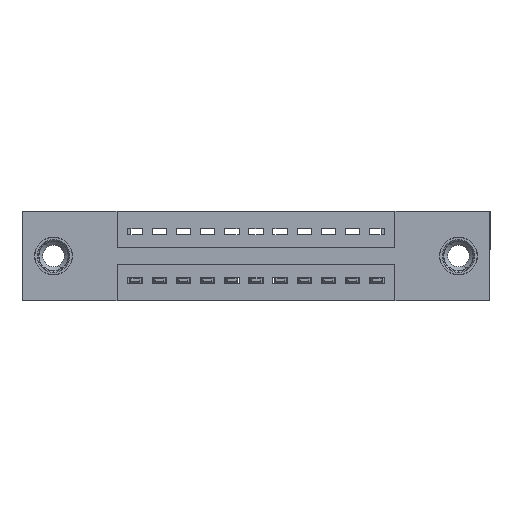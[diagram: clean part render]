
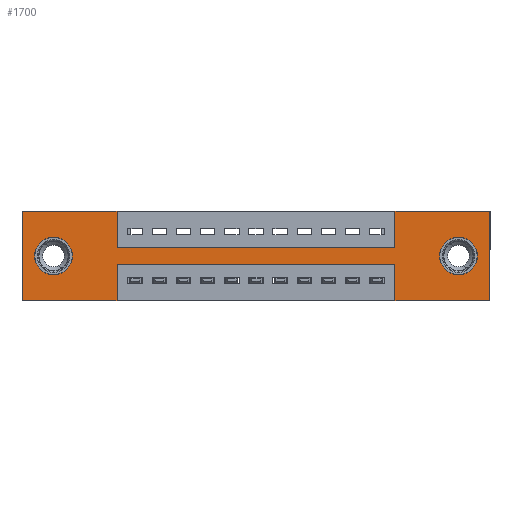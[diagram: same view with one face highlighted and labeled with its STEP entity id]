
A CAD part, front view. The second image highlights one B-rep face of the part: STEP entity #1700.
In plain terms, the highlighted planar face has unit normal (0, -1, 0).
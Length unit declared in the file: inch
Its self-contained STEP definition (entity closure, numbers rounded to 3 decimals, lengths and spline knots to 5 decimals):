
#60 = VERTEX_POINT ( 'NONE', #12300 ) ;
#84 = VERTEX_POINT ( 'NONE', #6364 ) ;
#145 = DIRECTION ( 'NONE',  ( -1., 0., 0. ) ) ;
#159 = CARTESIAN_POINT ( 'NONE',  ( 0.3925, 0., -0.37 ) ) ;
#440 = CARTESIAN_POINT ( 'NONE',  ( 0., 0., 0. ) ) ;
#453 = CARTESIAN_POINT ( 'NONE',  ( 0.13, 0., -0.107 ) ) ;
#738 = LINE ( 'NONE', #15167, #3196 ) ;
#936 = VECTOR ( 'NONE', #145, 39.37008 ) ;
#1007 = CARTESIAN_POINT ( 'NONE',  ( 1.805, 0., -0.263 ) ) ;
#1029 = CARTESIAN_POINT ( 'NONE',  ( 1.5425, 0., -0.37 ) ) ;
#1210 = AXIS2_PLACEMENT_3D ( 'NONE', #5148, #7715, #7602 ) ;
#1284 = EDGE_CURVE ( 'NONE', #15099, #13353, #12133, .T. ) ;
#1288 = DIRECTION ( 'NONE',  ( -1., 0., 0. ) ) ;
#1293 = CARTESIAN_POINT ( 'NONE',  ( 1.5425, 0., -0.37 ) ) ;
#1331 = VECTOR ( 'NONE', #3245, 39.37008 ) ;
#1394 = EDGE_CURVE ( 'NONE', #60, #13355, #8466, .T. ) ;
#1493 = EDGE_CURVE ( 'NONE', #11669, #5754, #2441, .T. ) ;
#1611 = VERTEX_POINT ( 'NONE', #1007 ) ;
#1700 = ADVANCED_FACE ( 'NONE', ( #11514, #10697, #13139 ), #11818, .T. ) ;
#1937 = CARTESIAN_POINT ( 'NONE',  ( 0., 0., 0. ) ) ;
#1961 = DIRECTION ( 'NONE',  ( 0., 0., -1. ) ) ;
#2258 = EDGE_CURVE ( 'NONE', #84, #1611, #6501, .T. ) ;
#2273 = VERTEX_POINT ( 'NONE', #3776 ) ;
#2278 = EDGE_CURVE ( 'NONE', #6510, #5994, #13102, .T. ) ;
#2441 = LINE ( 'NONE', #4786, #12542 ) ;
#2566 = LINE ( 'NONE', #14469, #936 ) ;
#3191 = CIRCLE ( 'NONE', #3740, 0.078 ) ;
#3196 = VECTOR ( 'NONE', #5717, 39.37008 ) ;
#3241 = CARTESIAN_POINT ( 'NONE',  ( 0., 0., 0. ) ) ;
#3245 = DIRECTION ( 'NONE',  ( 1., 0., 0. ) ) ;
#3369 = ORIENTED_EDGE ( 'NONE', *, *, #4638, .F. ) ;
#3416 = ORIENTED_EDGE ( 'NONE', *, *, #1493, .F. ) ;
#3669 = EDGE_CURVE ( 'NONE', #5994, #6510, #3191, .T. ) ;
#3740 = AXIS2_PLACEMENT_3D ( 'NONE', #9079, #5185, #14245 ) ;
#3776 = CARTESIAN_POINT ( 'NONE',  ( 0.3925, 0., -0.22 ) ) ;
#3960 = CARTESIAN_POINT ( 'NONE',  ( 0.3925, 0., -0.37 ) ) ;
#4123 = ORIENTED_EDGE ( 'NONE', *, *, #17045, .F. ) ;
#4202 = CARTESIAN_POINT ( 'NONE',  ( 0.3925, 0., 0. ) ) ;
#4580 = LINE ( 'NONE', #9100, #5825 ) ;
#4613 = AXIS2_PLACEMENT_3D ( 'NONE', #13854, #9856, #1961 ) ;
#4619 = DIRECTION ( 'NONE',  ( 0., 0., -1. ) ) ;
#4638 = EDGE_CURVE ( 'NONE', #8156, #15041, #738, .T. ) ;
#4786 = CARTESIAN_POINT ( 'NONE',  ( 0.3925, 0., -0.15 ) ) ;
#4990 = ORIENTED_EDGE ( 'NONE', *, *, #10898, .T. ) ;
#5148 = CARTESIAN_POINT ( 'NONE',  ( 1.805, 0., -0.185 ) ) ;
#5185 = DIRECTION ( 'NONE',  ( 0., 1., 0. ) ) ;
#5189 = CARTESIAN_POINT ( 'NONE',  ( 0.3925, 0., -0.15 ) ) ;
#5269 = AXIS2_PLACEMENT_3D ( 'NONE', #10400, #17031, #13065 ) ;
#5508 = VERTEX_POINT ( 'NONE', #4202 ) ;
#5666 = EDGE_LOOP ( 'NONE', ( #12401, #4123, #16859, #14041, #12896, #12949, #11477, #3416, #16508, #10629, #14066, #3369 ) ) ;
#5717 = DIRECTION ( 'NONE',  ( -1., 0., 0. ) ) ;
#5722 = VERTEX_POINT ( 'NONE', #3241 ) ;
#5754 = VERTEX_POINT ( 'NONE', #10677 ) ;
#5781 = CARTESIAN_POINT ( 'NONE',  ( 1.935, 0., 0. ) ) ;
#5825 = VECTOR ( 'NONE', #14316, 39.37008 ) ;
#5994 = VERTEX_POINT ( 'NONE', #6124 ) ;
#6004 = EDGE_CURVE ( 'NONE', #12540, #60, #4580, .T. ) ;
#6124 = CARTESIAN_POINT ( 'NONE',  ( 0.13, 0., -0.263 ) ) ;
#6364 = CARTESIAN_POINT ( 'NONE',  ( 1.805, 0., -0.107 ) ) ;
#6416 = CARTESIAN_POINT ( 'NONE',  ( 0.13, 0., -0.185 ) ) ;
#6453 = ORIENTED_EDGE ( 'NONE', *, *, #3669, .T. ) ;
#6501 = CIRCLE ( 'NONE', #1210, 0.078 ) ;
#6510 = VERTEX_POINT ( 'NONE', #453 ) ;
#6572 = EDGE_CURVE ( 'NONE', #5754, #12540, #16070, .T. ) ;
#6879 = LINE ( 'NONE', #1937, #1331 ) ;
#6937 = DIRECTION ( 'NONE',  ( 0., 0., 1. ) ) ;
#7129 = LINE ( 'NONE', #440, #16974 ) ;
#7455 = CARTESIAN_POINT ( 'NONE',  ( 1.5425, 0., 0. ) ) ;
#7602 = DIRECTION ( 'NONE',  ( 0., 0., -1. ) ) ;
#7715 = DIRECTION ( 'NONE',  ( 0., 1., 0. ) ) ;
#8046 = VECTOR ( 'NONE', #1288, 39.37008 ) ;
#8156 = VERTEX_POINT ( 'NONE', #159 ) ;
#8337 = VECTOR ( 'NONE', #13231, 39.37008 ) ;
#8465 = CARTESIAN_POINT ( 'NONE',  ( 0.3925, 0., 0. ) ) ;
#8466 = LINE ( 'NONE', #5781, #16235 ) ;
#8472 = DIRECTION ( 'NONE',  ( 0., 0., -1. ) ) ;
#8874 = CARTESIAN_POINT ( 'NONE',  ( 1.5425, 0., -0.22 ) ) ;
#8958 = LINE ( 'NONE', #3960, #8337 ) ;
#9079 = CARTESIAN_POINT ( 'NONE',  ( 0.13, 0., -0.185 ) ) ;
#9097 = DIRECTION ( 'NONE',  ( 0., 0., 1. ) ) ;
#9100 = CARTESIAN_POINT ( 'NONE',  ( 0., 0., 0. ) ) ;
#9423 = EDGE_CURVE ( 'NONE', #13355, #15099, #2566, .T. ) ;
#9601 = EDGE_CURVE ( 'NONE', #5508, #11669, #13892, .T. ) ;
#9656 = EDGE_CURVE ( 'NONE', #5722, #5508, #6879, .T. ) ;
#9856 = DIRECTION ( 'NONE',  ( 0., 1., 0. ) ) ;
#9973 = CIRCLE ( 'NONE', #4613, 0.078 ) ;
#10035 = EDGE_LOOP ( 'NONE', ( #11246, #4990 ) ) ;
#10100 = EDGE_CURVE ( 'NONE', #2273, #8156, #8958, .T. ) ;
#10400 = CARTESIAN_POINT ( 'NONE',  ( 0., 0., -0.37 ) ) ;
#10417 = VECTOR ( 'NONE', #4619, 39.37008 ) ;
#10629 = ORIENTED_EDGE ( 'NONE', *, *, #9656, .F. ) ;
#10677 = CARTESIAN_POINT ( 'NONE',  ( 1.5425, 0., -0.15 ) ) ;
#10697 = FACE_BOUND ( 'NONE', #15652, .T. ) ;
#10898 = EDGE_CURVE ( 'NONE', #1611, #84, #9973, .T. ) ;
#11246 = ORIENTED_EDGE ( 'NONE', *, *, #2258, .T. ) ;
#11477 = ORIENTED_EDGE ( 'NONE', *, *, #6572, .F. ) ;
#11514 = FACE_BOUND ( 'NONE', #10035, .T. ) ;
#11669 = VERTEX_POINT ( 'NONE', #5189 ) ;
#11818 = PLANE ( 'NONE',  #5269 ) ;
#12131 = AXIS2_PLACEMENT_3D ( 'NONE', #6416, #16946, #9097 ) ;
#12133 = LINE ( 'NONE', #1029, #14183 ) ;
#12300 = CARTESIAN_POINT ( 'NONE',  ( 1.935, 0., 0. ) ) ;
#12386 = CARTESIAN_POINT ( 'NONE',  ( 1.5425, 0., 0. ) ) ;
#12401 = ORIENTED_EDGE ( 'NONE', *, *, #10100, .F. ) ;
#12540 = VERTEX_POINT ( 'NONE', #12386 ) ;
#12542 = VECTOR ( 'NONE', #16537, 39.37008 ) ;
#12596 = DIRECTION ( 'NONE',  ( 0., 0., 1. ) ) ;
#12801 = CARTESIAN_POINT ( 'NONE',  ( 0., 0., -0.37 ) ) ;
#12896 = ORIENTED_EDGE ( 'NONE', *, *, #1394, .F. ) ;
#12949 = ORIENTED_EDGE ( 'NONE', *, *, #6004, .F. ) ;
#13065 = DIRECTION ( 'NONE',  ( 0., 0., -1. ) ) ;
#13102 = CIRCLE ( 'NONE', #12131, 0.078 ) ;
#13139 = FACE_OUTER_BOUND ( 'NONE', #5666, .T. ) ;
#13231 = DIRECTION ( 'NONE',  ( 0., 0., -1. ) ) ;
#13353 = VERTEX_POINT ( 'NONE', #8874 ) ;
#13355 = VERTEX_POINT ( 'NONE', #15462 ) ;
#13701 = EDGE_CURVE ( 'NONE', #15041, #5722, #7129, .T. ) ;
#13789 = LINE ( 'NONE', #15825, #8046 ) ;
#13854 = CARTESIAN_POINT ( 'NONE',  ( 1.805, 0., -0.185 ) ) ;
#13892 = LINE ( 'NONE', #8465, #10417 ) ;
#14041 = ORIENTED_EDGE ( 'NONE', *, *, #9423, .F. ) ;
#14066 = ORIENTED_EDGE ( 'NONE', *, *, #13701, .F. ) ;
#14183 = VECTOR ( 'NONE', #16677, 39.37008 ) ;
#14245 = DIRECTION ( 'NONE',  ( 0., 0., 1. ) ) ;
#14316 = DIRECTION ( 'NONE',  ( 1., 0., 0. ) ) ;
#14469 = CARTESIAN_POINT ( 'NONE',  ( 0., 0., -0.37 ) ) ;
#14646 = VECTOR ( 'NONE', #12596, 39.37008 ) ;
#15041 = VERTEX_POINT ( 'NONE', #12801 ) ;
#15099 = VERTEX_POINT ( 'NONE', #1293 ) ;
#15167 = CARTESIAN_POINT ( 'NONE',  ( 0., 0., -0.37 ) ) ;
#15462 = CARTESIAN_POINT ( 'NONE',  ( 1.935, 0., -0.37 ) ) ;
#15652 = EDGE_LOOP ( 'NONE', ( #15938, #6453 ) ) ;
#15825 = CARTESIAN_POINT ( 'NONE',  ( 0.3925, 0., -0.22 ) ) ;
#15938 = ORIENTED_EDGE ( 'NONE', *, *, #2278, .T. ) ;
#16070 = LINE ( 'NONE', #7455, #14646 ) ;
#16235 = VECTOR ( 'NONE', #8472, 39.37008 ) ;
#16508 = ORIENTED_EDGE ( 'NONE', *, *, #9601, .F. ) ;
#16537 = DIRECTION ( 'NONE',  ( 1., 0., 0. ) ) ;
#16677 = DIRECTION ( 'NONE',  ( 0., 0., 1. ) ) ;
#16859 = ORIENTED_EDGE ( 'NONE', *, *, #1284, .F. ) ;
#16946 = DIRECTION ( 'NONE',  ( 0., 1., 0. ) ) ;
#16974 = VECTOR ( 'NONE', #6937, 39.37008 ) ;
#17031 = DIRECTION ( 'NONE',  ( 0., -1., 0. ) ) ;
#17045 = EDGE_CURVE ( 'NONE', #13353, #2273, #13789, .T. ) ;
